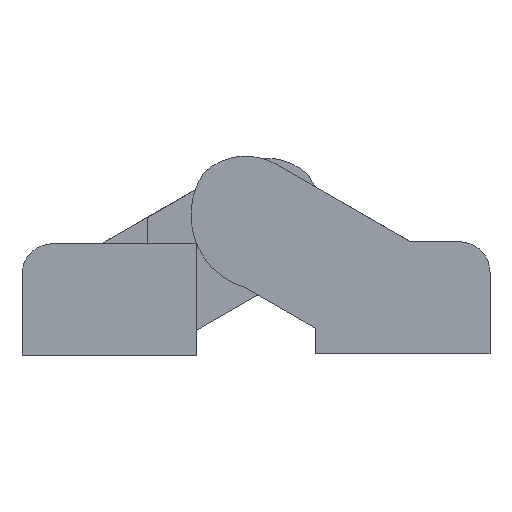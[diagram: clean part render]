
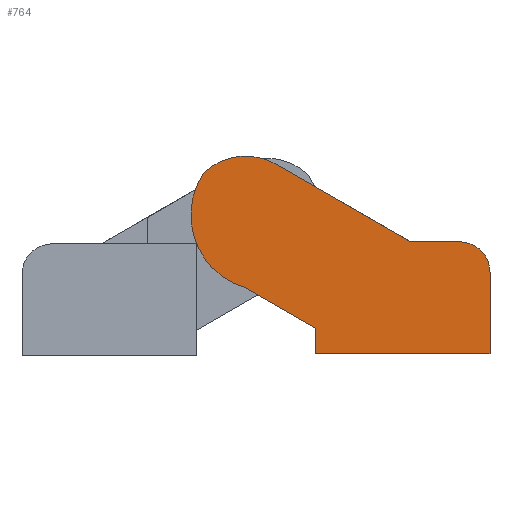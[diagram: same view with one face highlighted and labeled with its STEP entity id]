
A CAD part, front view. The second image highlights one B-rep face of the part: STEP entity #764.
In plain terms, the highlighted planar face has unit normal (0, -1, 0).
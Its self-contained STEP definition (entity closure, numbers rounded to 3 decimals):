
#9=CARTESIAN_POINT('',(37.424,-39.6,8.2));
#10=VERTEX_POINT('',#9);
#26=CARTESIAN_POINT('',(34.424,-39.6,11.2));
#27=VERTEX_POINT('',#26);
#34=CARTESIAN_POINT('',(34.424,-39.6,8.2));
#35=DIRECTION('',(0.0,-1.0,0.));
#36=DIRECTION('',(1.0,0.0,0.0));
#37=AXIS2_PLACEMENT_3D('',#34,#35,#36);
#38=CIRCLE('',#37,3.);
#39=EDGE_CURVE('',#10,#27,#38,.T.);
#181=CARTESIAN_POINT('',(16.424,-39.6,18.808));
#182=VERTEX_POINT('',#181);
#189=CARTESIAN_POINT('',(29.601,-39.6,11.2));
#190=VERTEX_POINT('',#189);
#191=CARTESIAN_POINT('',(29.601,-39.6,11.2));
#192=DIRECTION('',(-0.866,0.0,0.5));
#193=VECTOR('',#192,15.216);
#194=LINE('',#191,#193);
#195=EDGE_CURVE('',#190,#182,#194,.T.);
#337=CARTESIAN_POINT('',(9.344,-39.6,18.012));
#338=VERTEX_POINT('',#337);
#345=CARTESIAN_POINT('',(13.424,-39.6,13.612));
#346=DIRECTION('',(0.,-1.,0.));
#347=DIRECTION('',(0.5,0.,0.866));
#348=AXIS2_PLACEMENT_3D('',#345,#346,#347);
#349=CIRCLE('',#348,6.);
#350=EDGE_CURVE('',#182,#338,#349,.T.);
#469=CARTESIAN_POINT('',(13.424,-39.6,6.684));
#470=VERTEX_POINT('',#469);
#477=CARTESIAN_POINT('',(15.45,-39.6,13.812));
#478=DIRECTION('',(0.0,-1.,0.));
#479=DIRECTION('',(-0.824,0.,0.567));
#480=AXIS2_PLACEMENT_3D('',#477,#478,#479);
#481=CIRCLE('',#480,7.411);
#482=EDGE_CURVE('',#338,#470,#481,.T.);
#594=CARTESIAN_POINT('',(20.324,-39.6,2.7));
#595=VERTEX_POINT('',#594);
#602=CARTESIAN_POINT('',(13.424,-39.6,6.684));
#603=DIRECTION('',(0.866,0.0,-0.5));
#604=VECTOR('',#603,7.967);
#605=LINE('',#602,#604);
#606=EDGE_CURVE('',#470,#595,#605,.T.);
#618=CARTESIAN_POINT('',(37.424,-39.6,0.2));
#619=VERTEX_POINT('',#618);
#626=CARTESIAN_POINT('',(20.324,-39.6,0.2));
#627=VERTEX_POINT('',#626);
#628=CARTESIAN_POINT('',(20.324,-39.6,0.2));
#629=DIRECTION('',(1.0,0.0,0.0));
#630=VECTOR('',#629,17.1);
#631=LINE('',#628,#630);
#632=EDGE_CURVE('',#627,#619,#631,.T.);
#703=CARTESIAN_POINT('',(37.424,-39.6,0.2));
#704=DIRECTION('',(0.0,0.0,1.0));
#705=VECTOR('',#704,8.);
#706=LINE('',#703,#705);
#707=EDGE_CURVE('',#619,#10,#706,.T.);
#738=CARTESIAN_POINT('',(5.101,-39.6,-1.741));
#739=DIRECTION('',(0.0,-1.0,0.0));
#740=DIRECTION('',(1.0,0.0,0.0));
#741=AXIS2_PLACEMENT_3D('',#738,#739,#740);
#742=PLANE('',#741);
#743=ORIENTED_EDGE('',*,*,#39,.T.);
#744=CARTESIAN_POINT('',(34.424,-39.6,11.2));
#745=DIRECTION('',(-1.0,0.0,0.0));
#746=VECTOR('',#745,4.822);
#747=LINE('',#744,#746);
#748=EDGE_CURVE('',#27,#190,#747,.T.);
#749=ORIENTED_EDGE('',*,*,#748,.T.);
#750=ORIENTED_EDGE('',*,*,#195,.T.);
#751=ORIENTED_EDGE('',*,*,#350,.T.);
#752=ORIENTED_EDGE('',*,*,#482,.T.);
#753=ORIENTED_EDGE('',*,*,#606,.T.);
#754=CARTESIAN_POINT('',(20.324,-39.6,2.7));
#755=DIRECTION('',(0.0,0.0,-1.0));
#756=VECTOR('',#755,2.5);
#757=LINE('',#754,#756);
#758=EDGE_CURVE('',#595,#627,#757,.T.);
#759=ORIENTED_EDGE('',*,*,#758,.T.);
#760=ORIENTED_EDGE('',*,*,#632,.T.);
#761=ORIENTED_EDGE('',*,*,#707,.T.);
#762=EDGE_LOOP('',(#743,#749,#750,#751,#752,#753,#759,#760,#761));
#763=FACE_OUTER_BOUND('',#762,.T.);
#764=ADVANCED_FACE('',(#763),#742,.T.);
